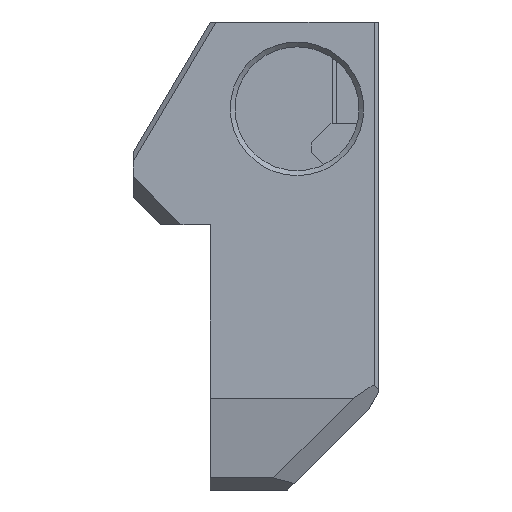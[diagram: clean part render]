
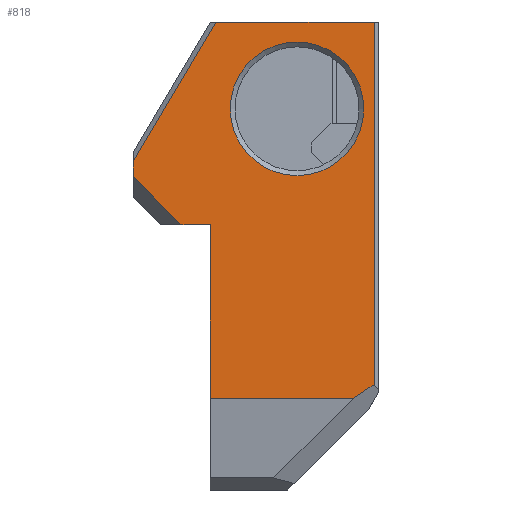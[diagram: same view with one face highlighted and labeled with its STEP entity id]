
A CAD part, left-side view. The second image highlights one B-rep face of the part: STEP entity #818.
In plain terms, the highlighted planar face has unit normal (-1, 0, 0).
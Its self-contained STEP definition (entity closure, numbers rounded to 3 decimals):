
#818=ADVANCED_FACE('NONE',(#2290,#2291),#2292,.F.);
#1186=EDGE_CURVE('NONE',#2878,#2874,#2879,.T.);
#1368=EDGE_CURVE('NONE',#3142,#3145,#3146,.T.);
#1454=EDGE_CURVE('NONE',#3268,#2878,#3269,.T.);
#1522=EDGE_CURVE('NONE',#3363,#3363,#3364,.T.);
#1524=EDGE_CURVE('NONE',#3366,#3367,#3368,.T.);
#1526=EDGE_CURVE('NONE',#3145,#3370,#3371,.T.);
#1528=EDGE_CURVE('NONE',#3142,#3268,#3373,.T.);
#1530=EDGE_CURVE('NONE',#3375,#2874,#3376,.T.);
#1532=EDGE_CURVE('NONE',#3375,#3366,#3378,.T.);
#2290=FACE_BOUND('',#4280,.T.);
#2291=FACE_OUTER_BOUND('',#4281,.T.);
#2292=PLANE('',#4282);
#2874=VERTEX_POINT('NONE',#4940);
#2878=VERTEX_POINT('NONE',#4946);
#2879=LINE('',#4947,#4948);
#3142=VERTEX_POINT('NONE',#5397);
#3145=VERTEX_POINT('NONE',#5402);
#3146=LINE('',#5403,#5404);
#3268=VERTEX_POINT('NONE',#5617);
#3269=LINE('',#5618,#5619);
#3363=VERTEX_POINT('',#5788);
#3364=CIRCLE('',#5789,13.85);
#3366=VERTEX_POINT('NONE',#5792);
#3367=VERTEX_POINT('',#5793);
#3368=LINE('',#5794,#5795);
#3370=VERTEX_POINT('',#5798);
#3371=LINE('',#5799,#5800);
#3373=LINE('',#5803,#5804);
#3375=VERTEX_POINT('NONE',#5807);
#3376=LINE('',#5808,#5809);
#3378=LINE('',#5812,#5813);
#4280=EDGE_LOOP('',(#7572));
#4281=EDGE_LOOP('',(#7573,#7574,#7575,#7576,#7577,#7578,#7579,#7580,#7581));
#4282=AXIS2_PLACEMENT_3D('',#7582,#7583,#7584);
#4940=CARTESIAN_POINT('',(-533.662,222.409,464.121));
#4946=CARTESIAN_POINT('',(-533.662,222.409,388.988));
#4947=CARTESIAN_POINT('',(-533.662,222.409,364.121));
#4948=VECTOR('',#9001,1.0);
#5397=CARTESIAN_POINT('',(-533.662,256.409,386.071));
#5402=CARTESIAN_POINT('',(-533.662,256.409,422.121));
#5403=CARTESIAN_POINT('',(-533.662,256.409,428.071));
#5404=VECTOR('',#9112,1.0);
#5617=CARTESIAN_POINT('',(-533.662,226.719,386.071));
#5618=CARTESIAN_POINT('',(-533.662,243.579,374.66));
#5619=VECTOR('',#9160,1.0);
#5788=CARTESIAN_POINT('',(-533.662,252.259,446.121));
#5789=AXIS2_PLACEMENT_3D('',#9195,#9196,#9197);
#5792=CARTESIAN_POINT('',(-533.662,272.409,435.159));
#5793=CARTESIAN_POINT('',(-533.662,272.409,432.063));
#5794=CARTESIAN_POINT('',(-533.662,272.409,464.121));
#5795=VECTOR('',#9198,1.0);
#5798=CARTESIAN_POINT('',(-533.662,262.466,422.121));
#5799=CARTESIAN_POINT('',(-533.662,254.409,422.121));
#5800=VECTOR('',#9199,1.0);
#5803=CARTESIAN_POINT('',(-533.662,256.409,386.071));
#5804=VECTOR('',#9200,1.0);
#5807=CARTESIAN_POINT('',(-533.662,255.246,464.121));
#5808=CARTESIAN_POINT('',(-533.662,223.409,464.121));
#5809=VECTOR('',#9201,1.0);
#5812=CARTESIAN_POINT('',(-533.662,290.31,404.951));
#5813=VECTOR('',#9202,1.0);
#7572=ORIENTED_EDGE('',*,*,#1522,.T.);
#7573=ORIENTED_EDGE('',*,*,#1524,.T.);
#7574=ORIENTED_EDGE('',*,*,#9546,.T.);
#7575=ORIENTED_EDGE('',*,*,#1526,.F.);
#7576=ORIENTED_EDGE('',*,*,#1368,.F.);
#7577=ORIENTED_EDGE('',*,*,#1528,.T.);
#7578=ORIENTED_EDGE('',*,*,#1454,.T.);
#7579=ORIENTED_EDGE('',*,*,#1186,.T.);
#7580=ORIENTED_EDGE('',*,*,#1530,.F.);
#7581=ORIENTED_EDGE('',*,*,#1532,.T.);
#7582=CARTESIAN_POINT('',(-533.662,221.409,364.121));
#7583=DIRECTION('',(1.0,0.0,-0.0));
#7584=DIRECTION('',(0.0,0.0,1.0));
#9001=DIRECTION('',(0.0,0.0,1.0));
#9112=DIRECTION('',(0.,0.0,1.0));
#9160=DIRECTION('',(0.0,-0.828,0.56));
#9195=CARTESIAN_POINT('',(-533.662,238.409,446.121));
#9196=DIRECTION('',(1.0,0.0,0.0));
#9197=DIRECTION('',(0.0,1.0,0.0));
#9198=DIRECTION('',(0.,0.0,-1.0));
#9199=DIRECTION('',(0.0,1.0,0.0));
#9200=DIRECTION('',(0.0,-1.0,0.0));
#9201=DIRECTION('',(0.0,-1.0,0.0));
#9202=DIRECTION('',(0.0,0.51,-0.86));
#9546=EDGE_CURVE('',#3367,#3370,#9760,.T.);
#9760=LINE('',#9981,#9982);
#9981=CARTESIAN_POINT('',(-533.662,264.587,424.242));
#9982=VECTOR('',#10200,1.0);
#10200=DIRECTION('',(0.0,-0.707,-0.707));
